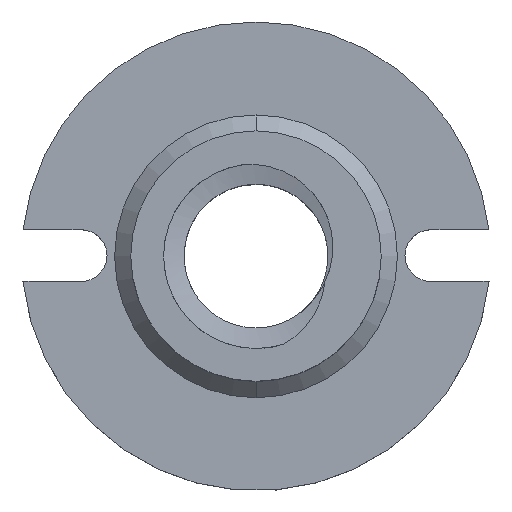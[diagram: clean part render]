
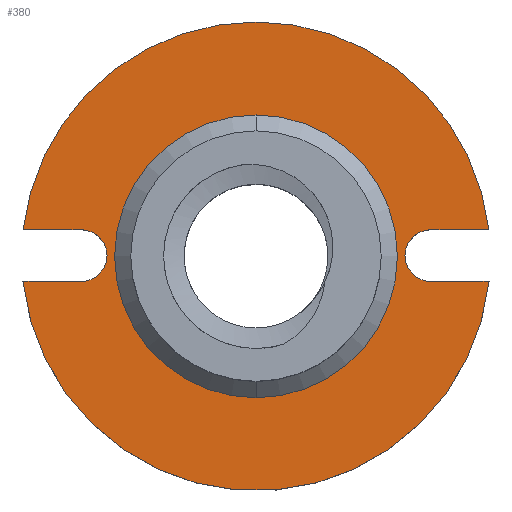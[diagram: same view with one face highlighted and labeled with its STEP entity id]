
A CAD part, top view. The second image highlights one B-rep face of the part: STEP entity #380.
In plain terms, the highlighted face is planar.
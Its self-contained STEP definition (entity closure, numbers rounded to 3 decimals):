
#33 = VECTOR ( 'NONE', #2240, 1000. ) ;
#40 = AXIS2_PLACEMENT_3D ( 'NONE', #2350, #2069, #732 ) ;
#52 = ORIENTED_EDGE ( 'NONE', *, *, #242, .T. ) ;
#96 = CARTESIAN_POINT ( 'NONE',  ( -15.871, 5., 1.552 ) ) ;
#116 = LINE ( 'NONE', #1693, #33 ) ;
#138 = VERTEX_POINT ( 'NONE', #2117 ) ;
#142 = VERTEX_POINT ( 'NONE', #2106 ) ;
#226 = ORIENTED_EDGE ( 'NONE', *, *, #2111, .F. ) ;
#231 = ORIENTED_EDGE ( 'NONE', *, *, #2607, .F. ) ;
#242 = EDGE_CURVE ( 'NONE', #3398, #2657, #1368, .T. ) ;
#339 = ORIENTED_EDGE ( 'NONE', *, *, #3462, .F. ) ;
#344 = ORIENTED_EDGE ( 'NONE', *, *, #1065, .F. ) ;
#380 = ADVANCED_FACE ( 'NONE', ( #826, #3052 ), #1566, .F. ) ;
#441 = DIRECTION ( 'NONE',  ( 0., -1., 0. ) ) ;
#513 = VERTEX_POINT ( 'NONE', #561 ) ;
#525 = EDGE_CURVE ( 'NONE', #844, #658, #1286, .T. ) ;
#537 = DIRECTION ( 'NONE',  ( 0., -1., 0. ) ) ;
#561 = CARTESIAN_POINT ( 'NONE',  ( -14.417, 5., 1.552 ) ) ;
#571 = LINE ( 'NONE', #96, #1117 ) ;
#607 = DIRECTION ( 'NONE',  ( 1., 0., 0. ) ) ;
#621 = AXIS2_PLACEMENT_3D ( 'NONE', #758, #2938, #1554 ) ;
#627 = ORIENTED_EDGE ( 'NONE', *, *, #3161, .F. ) ;
#655 = CIRCLE ( 'NONE', #3450, 8.747 ) ;
#658 = VERTEX_POINT ( 'NONE', #3446 ) ;
#732 = DIRECTION ( 'NONE',  ( 0., 0., 1. ) ) ;
#758 = CARTESIAN_POINT ( 'NONE',  ( 0., 5., 0. ) ) ;
#764 = ORIENTED_EDGE ( 'NONE', *, *, #1489, .T. ) ;
#778 = CARTESIAN_POINT ( 'NONE',  ( 0., 5., 0. ) ) ;
#793 = CARTESIAN_POINT ( 'NONE',  ( 15.871, 5., -1.648 ) ) ;
#799 = EDGE_CURVE ( 'NONE', #2489, #1553, #116, .T. ) ;
#816 = AXIS2_PLACEMENT_3D ( 'NONE', #1305, #1862, #2420 ) ;
#826 = FACE_BOUND ( 'NONE', #1208, .T. ) ;
#844 = VERTEX_POINT ( 'NONE', #3300 ) ;
#869 = CARTESIAN_POINT ( 'NONE',  ( -10.818, 5., 1.552 ) ) ;
#898 = CIRCLE ( 'NONE', #2407, 14.5 ) ;
#921 = DIRECTION ( 'NONE',  ( 0., 0., -1. ) ) ;
#952 = CIRCLE ( 'NONE', #3027, 14.5 ) ;
#984 = EDGE_CURVE ( 'NONE', #513, #1298, #571, .T. ) ;
#1065 = EDGE_CURVE ( 'NONE', #658, #1594, #952, .T. ) ;
#1117 = VECTOR ( 'NONE', #607, 1000. ) ;
#1131 = ORIENTED_EDGE ( 'NONE', *, *, #984, .F. ) ;
#1189 = CARTESIAN_POINT ( 'NONE',  ( 0., 5., 0. ) ) ;
#1208 = EDGE_LOOP ( 'NONE', ( #764, #52 ) ) ;
#1240 = DIRECTION ( 'NONE',  ( 0., 0., -1. ) ) ;
#1276 = AXIS2_PLACEMENT_3D ( 'NONE', #778, #1577, #2917 ) ;
#1286 = LINE ( 'NONE', #2723, #1583 ) ;
#1296 = ORIENTED_EDGE ( 'NONE', *, *, #799, .F. ) ;
#1298 = VERTEX_POINT ( 'NONE', #869 ) ;
#1305 = CARTESIAN_POINT ( 'NONE',  ( 10.818, 5., -0.048 ) ) ;
#1324 = LINE ( 'NONE', #793, #2096 ) ;
#1363 = CARTESIAN_POINT ( 'NONE',  ( 14.417, 5., 1.552 ) ) ;
#1368 = CIRCLE ( 'NONE', #621, 8.747 ) ;
#1403 = CIRCLE ( 'NONE', #816, 1.6 ) ;
#1489 = EDGE_CURVE ( 'NONE', #2657, #3398, #655, .T. ) ;
#1530 = CARTESIAN_POINT ( 'NONE',  ( 0., 5., 0. ) ) ;
#1553 = VERTEX_POINT ( 'NONE', #1363 ) ;
#1554 = DIRECTION ( 'NONE',  ( 0., 0., -1. ) ) ;
#1566 = PLANE ( 'NONE',  #1276 ) ;
#1577 = DIRECTION ( 'NONE',  ( 0., -1., 0. ) ) ;
#1583 = VECTOR ( 'NONE', #3242, 1000. ) ;
#1588 = EDGE_CURVE ( 'NONE', #142, #138, #1324, .T. ) ;
#1594 = VERTEX_POINT ( 'NONE', #2676 ) ;
#1679 = ORIENTED_EDGE ( 'NONE', *, *, #525, .F. ) ;
#1693 = CARTESIAN_POINT ( 'NONE',  ( 15.871, 5., 1.552 ) ) ;
#1795 = CARTESIAN_POINT ( 'NONE',  ( 0., 5., 0. ) ) ;
#1862 = DIRECTION ( 'NONE',  ( 0., 1., 0. ) ) ;
#2069 = DIRECTION ( 'NONE',  ( 0., 1., 0. ) ) ;
#2096 = VECTOR ( 'NONE', #2423, 1000. ) ;
#2106 = CARTESIAN_POINT ( 'NONE',  ( 14.406, 5., -1.648 ) ) ;
#2110 = ORIENTED_EDGE ( 'NONE', *, *, #1588, .F. ) ;
#2111 = EDGE_CURVE ( 'NONE', #1594, #142, #3461, .T. ) ;
#2117 = CARTESIAN_POINT ( 'NONE',  ( 10.818, 5., -1.648 ) ) ;
#2139 = DIRECTION ( 'NONE',  ( 0., 0., -1. ) ) ;
#2156 = AXIS2_PLACEMENT_3D ( 'NONE', #1530, #441, #3153 ) ;
#2170 = CARTESIAN_POINT ( 'NONE',  ( 0., 5., 0. ) ) ;
#2240 = DIRECTION ( 'NONE',  ( 1., 0., 0. ) ) ;
#2247 = CIRCLE ( 'NONE', #40, 1.6 ) ;
#2323 = CARTESIAN_POINT ( 'NONE',  ( 0., 5., -8.747 ) ) ;
#2350 = CARTESIAN_POINT ( 'NONE',  ( -10.818, 5., -0.048 ) ) ;
#2407 = AXIS2_PLACEMENT_3D ( 'NONE', #1189, #2849, #921 ) ;
#2420 = DIRECTION ( 'NONE',  ( 0., 0., -1. ) ) ;
#2423 = DIRECTION ( 'NONE',  ( -1., 0., 0. ) ) ;
#2489 = VERTEX_POINT ( 'NONE', #3065 ) ;
#2607 = EDGE_CURVE ( 'NONE', #1298, #844, #2247, .T. ) ;
#2657 = VERTEX_POINT ( 'NONE', #2323 ) ;
#2676 = CARTESIAN_POINT ( 'NONE',  ( 0., 5., -14.5 ) ) ;
#2723 = CARTESIAN_POINT ( 'NONE',  ( -15.871, 5., -1.648 ) ) ;
#2849 = DIRECTION ( 'NONE',  ( 0., -1., 0. ) ) ;
#2874 = CARTESIAN_POINT ( 'NONE',  ( 0., 5., 8.747 ) ) ;
#2917 = DIRECTION ( 'NONE',  ( 0., 0., -1. ) ) ;
#2938 = DIRECTION ( 'NONE',  ( 0., -1., 0. ) ) ;
#3027 = AXIS2_PLACEMENT_3D ( 'NONE', #1795, #3109, #1240 ) ;
#3052 = FACE_OUTER_BOUND ( 'NONE', #3347, .T. ) ;
#3065 = CARTESIAN_POINT ( 'NONE',  ( 10.818, 5., 1.552 ) ) ;
#3109 = DIRECTION ( 'NONE',  ( 0., -1., 0. ) ) ;
#3153 = DIRECTION ( 'NONE',  ( 0., 0., -1. ) ) ;
#3161 = EDGE_CURVE ( 'NONE', #1553, #513, #898, .T. ) ;
#3242 = DIRECTION ( 'NONE',  ( -1., 0., 0. ) ) ;
#3300 = CARTESIAN_POINT ( 'NONE',  ( -10.818, 5., -1.648 ) ) ;
#3347 = EDGE_LOOP ( 'NONE', ( #627, #1296, #339, #2110, #226, #344, #1679, #231, #1131 ) ) ;
#3398 = VERTEX_POINT ( 'NONE', #2874 ) ;
#3446 = CARTESIAN_POINT ( 'NONE',  ( -14.406, 5., -1.648 ) ) ;
#3450 = AXIS2_PLACEMENT_3D ( 'NONE', #2170, #537, #2139 ) ;
#3461 = CIRCLE ( 'NONE', #2156, 14.5 ) ;
#3462 = EDGE_CURVE ( 'NONE', #138, #2489, #1403, .T. ) ;
